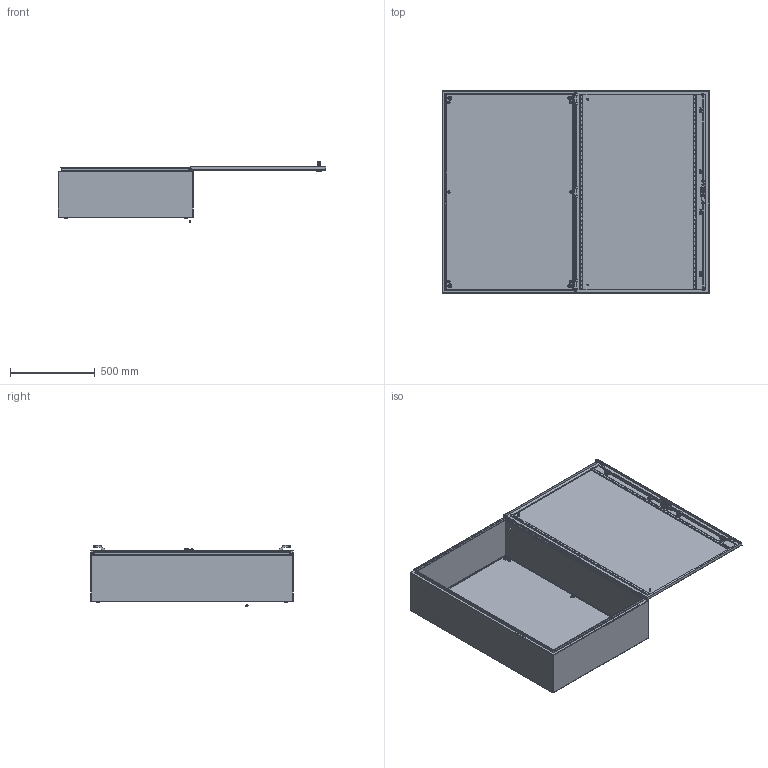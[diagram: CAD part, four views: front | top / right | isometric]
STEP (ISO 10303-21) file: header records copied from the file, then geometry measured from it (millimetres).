
FILE_DESCRIPTION(('STEP AP214'),'1');
FILE_NAME('P81230+panel.stp','2023-07-04T08:00:46',(' '),(' '),'Spatial InterOp 3D',' ',' ');
FILE_SCHEMA(('AUTOMOTIVE_DESIGN { 1 0 10303 214 1 1 1 1 }'));
Length unit declared in the file: metre
Products named in the file (37): P81230+panel; P81230+mp - skříň; MP 812; Dveře 80x120 komplet; Dveře 80x120; Těsnění P812; Spojovací mat.; Pant STC-navařovací část; Matice M6; Podložka 6,5mm; Pérovka 6,2 mm; zámek; zámek rozvorový-mechanismus; Šroub  M5x12; rozvorový zámek -štít; vodítko plochého táhla; matice vodítka plochého táhla; šroub mechanismu rozvorového zámku; táhlo ploché; táhlo ploché Geometry; Kladička plochého táhla; Matice M5 samojistící; Výztuhy; Výztuha 120; Spojovací materiál skříň; Pérovka 6,2; Vějířovka 8 mm; Matice M8; Distanční sloupky; Distanční sloupek; Panty; Segrovka čepu STC; čep pantu STC; šroub M4x6 okrasná hlava; podložka plastová 4 na pant; Pant STC-šroubovací část
Assembly tree (98 placements, depth 6):
  P81230+panel
    P81230+mp - skříň
    MP 812
    Dveře 80x120 komplet
      Dveře 80x120
      Těsnění P812
      Spojovací mat.
        Pant STC-navařovací část  x3
        Matice M6  x2
        Podložka 6,5mm  x2
        Pérovka 6,2 mm
        zámek
          zámek rozvorový-mechanismus
          Šroub  M5x12  x2
          rozvorový zámek -štít
          vodítko plochého táhla  x8
          matice vodítka plochého táhla  x4
          šroub mechanismu rozvorového zámku  x2
          táhlo ploché
            táhlo ploché Geometry
            Kladička plochého táhla  x2
          táhlo ploché
            táhlo ploché Geometry
            Kladička plochého táhla  x2
          Matice M5 samojistící  x2
      Výztuhy
        Výztuha 120  x2
    Spojovací materiál skříň
      Pérovka 6,2
      Podložka 6,5mm  x2
      Vějířovka 8 mm  x7
      Matice M8  x9
      Distanční sloupky
        Distanční sloupek  x6
      Panty
        Segrovka čepu STC  x6
        čep pantu STC  x3
        šroub M4x6 okrasná hlava  x6
        podložka plastová 4 na pant  x6
        Pant STC-šroubovací část  x3
Bounding box: 1583 x 1200 x 366.32 mm (x, y, z)
Volume: 7836016.8 mm3; surface area: 8730506.3 mm2
Topology: 91 solids, 91 shells, 2908 faces, 7620 edges, 4966 vertices
Faces by surface type: cylinder 1494, plane 1022, torus 166, cone 158, sphere 62, bspline 6
Entity records: 49327 total; most frequent: CARTESIAN_POINT 15968, DIRECTION 7184, ORIENTED_EDGE 6470, EDGE_CURVE 3235, AXIS2_PLACEMENT_3D 2814, VERTEX_POINT 2102, LINE 1556, VECTOR 1556
